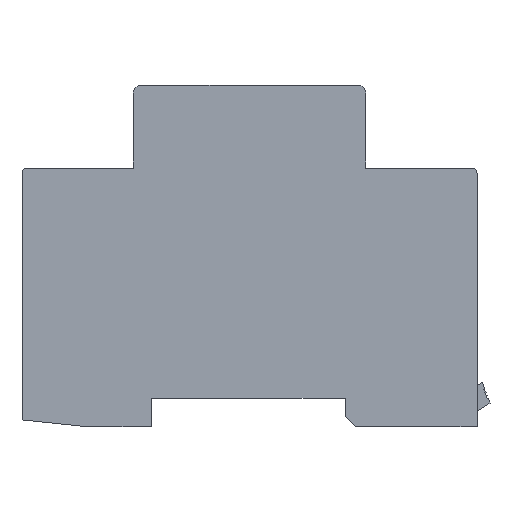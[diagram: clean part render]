
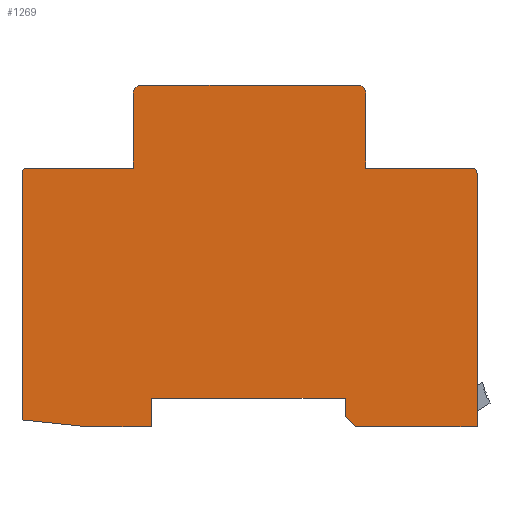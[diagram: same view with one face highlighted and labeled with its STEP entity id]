
A CAD part, left-side view. The second image highlights one B-rep face of the part: STEP entity #1269.
In plain terms, the highlighted planar face has unit normal (-1, 0, 0).
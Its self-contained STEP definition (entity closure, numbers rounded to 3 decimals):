
#11 = VERTEX_POINT ( 'NONE', #722 ) ;
#12 = VECTOR ( 'NONE', #148, 1000. ) ;
#17 = CARTESIAN_POINT ( 'NONE',  ( -9., -10.25, 10.25 ) ) ;
#25 = ORIENTED_EDGE ( 'NONE', *, *, #876, .F. ) ;
#39 = ORIENTED_EDGE ( 'NONE', *, *, #216, .F. ) ;
#48 = DIRECTION ( 'NONE',  ( 0., 0., 1. ) ) ;
#52 = DIRECTION ( 'NONE',  ( -1., 0., 0. ) ) ;
#55 = CARTESIAN_POINT ( 'NONE',  ( -9., -43., 49. ) ) ;
#65 = CARTESIAN_POINT ( 'NONE',  ( -9., -22.5, 64.5 ) ) ;
#66 = DIRECTION ( 'NONE',  ( 0., -1., 0. ) ) ;
#79 = CARTESIAN_POINT ( 'NONE',  ( -9., 22.5, 64.5 ) ) ;
#93 = CARTESIAN_POINT ( 'NONE',  ( -9., -44., 50. ) ) ;
#148 = DIRECTION ( 'NONE',  ( 0., 0., 1. ) ) ;
#149 = CARTESIAN_POINT ( 'NONE',  ( -9., 44., 50. ) ) ;
#164 = LINE ( 'NONE', #149, #12 ) ;
#169 = CARTESIAN_POINT ( 'NONE',  ( -9., 22.5, 50. ) ) ;
#205 = CARTESIAN_POINT ( 'NONE',  ( -9., 44., 49. ) ) ;
#207 = ORIENTED_EDGE ( 'NONE', *, *, #452, .F. ) ;
#208 = AXIS2_PLACEMENT_3D ( 'NONE', #2188, #2185, #2214 ) ;
#216 = EDGE_CURVE ( 'NONE', #2245, #2084, #2201, .T. ) ;
#277 = EDGE_CURVE ( 'NONE', #588, #1593, #601, .T. ) ;
#288 = DIRECTION ( 'NONE',  ( 0., 1., 0. ) ) ;
#290 = CARTESIAN_POINT ( 'NONE',  ( -9., -22.5, 50. ) ) ;
#292 = CARTESIAN_POINT ( 'NONE',  ( -9., 19., 5.5 ) ) ;
#302 = DIRECTION ( 'NONE',  ( 0., 0., 1. ) ) ;
#307 = CARTESIAN_POINT ( 'NONE',  ( -9., -44., 49. ) ) ;
#308 = ORIENTED_EDGE ( 'NONE', *, *, #824, .T. ) ;
#313 = EDGE_CURVE ( 'NONE', #1064, #11, #549, .T. ) ;
#321 = DIRECTION ( 'NONE',  ( 0., 0.995, 0.103 ) ) ;
#326 = EDGE_CURVE ( 'NONE', #1088, #2084, #392, .T. ) ;
#330 = CARTESIAN_POINT ( 'NONE',  ( -9., 44., 1.3 ) ) ;
#354 = EDGE_CURVE ( 'NONE', #2105, #1040, #1056, .T. ) ;
#380 = VERTEX_POINT ( 'NONE', #2213 ) ;
#392 = CIRCLE ( 'NONE', #2340, 1.5 ) ;
#401 = ORIENTED_EDGE ( 'NONE', *, *, #2086, .F. ) ;
#438 = VECTOR ( 'NONE', #2128, 1000. ) ;
#452 = EDGE_CURVE ( 'NONE', #862, #2245, #2127, .T. ) ;
#476 = ORIENTED_EDGE ( 'NONE', *, *, #721, .F. ) ;
#494 = AXIS2_PLACEMENT_3D ( 'NONE', #55, #52, #48 ) ;
#514 = ORIENTED_EDGE ( 'NONE', *, *, #2020, .F. ) ;
#520 = ORIENTED_EDGE ( 'NONE', *, *, #2317, .F. ) ;
#527 = DIRECTION ( 'NONE',  ( 0., -1., 0. ) ) ;
#547 = CARTESIAN_POINT ( 'NONE',  ( -9., -22.5, 66. ) ) ;
#549 = LINE ( 'NONE', #17, #2005 ) ;
#554 = ORIENTED_EDGE ( 'NONE', *, *, #2099, .T. ) ;
#580 = CARTESIAN_POINT ( 'NONE',  ( -9., 44., 1.3 ) ) ;
#588 = VERTEX_POINT ( 'NONE', #1794 ) ;
#601 = LINE ( 'NONE', #887, #2243 ) ;
#628 = DIRECTION ( 'NONE',  ( 0., 0., -1. ) ) ;
#641 = CARTESIAN_POINT ( 'NONE',  ( -9., -22.5, 50. ) ) ;
#684 = VECTOR ( 'NONE', #1279, 1000. ) ;
#692 = FACE_OUTER_BOUND ( 'NONE', #2173, .T. ) ;
#718 = CARTESIAN_POINT ( 'NONE',  ( -9., 19., 0. ) ) ;
#721 = EDGE_CURVE ( 'NONE', #1064, #893, #1735, .T. ) ;
#722 = CARTESIAN_POINT ( 'NONE',  ( -9., -20.5, 0. ) ) ;
#740 = LINE ( 'NONE', #93, #1126 ) ;
#753 = VECTOR ( 'NONE', #302, 1000. ) ;
#806 = VECTOR ( 'NONE', #321, 1000. ) ;
#824 = EDGE_CURVE ( 'NONE', #862, #1991, #1562, .T. ) ;
#862 = VERTEX_POINT ( 'NONE', #1487 ) ;
#876 = EDGE_CURVE ( 'NONE', #1921, #1411, #1205, .T. ) ;
#880 = ORIENTED_EDGE ( 'NONE', *, *, #326, .T. ) ;
#884 = CARTESIAN_POINT ( 'NONE',  ( -9., -44., 0. ) ) ;
#887 = CARTESIAN_POINT ( 'NONE',  ( -9., 19., 0. ) ) ;
#893 = VERTEX_POINT ( 'NONE', #1473 ) ;
#898 = DIRECTION ( 'NONE',  ( 0., -0.707, -0.707 ) ) ;
#1032 = CIRCLE ( 'NONE', #494, 1. ) ;
#1040 = VERTEX_POINT ( 'NONE', #1303 ) ;
#1051 = DIRECTION ( 'NONE',  ( 0., 0., 1. ) ) ;
#1054 = DIRECTION ( 'NONE',  ( -1., 0., 0. ) ) ;
#1056 = CIRCLE ( 'NONE', #208, 1.5 ) ;
#1064 = VERTEX_POINT ( 'NONE', #1290 ) ;
#1066 = EDGE_CURVE ( 'NONE', #1593, #380, #1554, .T. ) ;
#1068 = PLANE ( 'NONE',  #1606 ) ;
#1071 = CARTESIAN_POINT ( 'NONE',  ( -9., 0., 0. ) ) ;
#1088 = VERTEX_POINT ( 'NONE', #1258 ) ;
#1126 = VECTOR ( 'NONE', #66, 1000. ) ;
#1150 = VERTEX_POINT ( 'NONE', #1172 ) ;
#1165 = LINE ( 'NONE', #547, #1417 ) ;
#1172 = CARTESIAN_POINT ( 'NONE',  ( -9., -43., 50. ) ) ;
#1205 = LINE ( 'NONE', #1474, #1925 ) ;
#1258 = CARTESIAN_POINT ( 'NONE',  ( -9., 21., 66. ) ) ;
#1269 = ADVANCED_FACE ( 'NONE', ( #692 ), #1068, .T. ) ;
#1279 = DIRECTION ( 'NONE',  ( 0., 1., 0. ) ) ;
#1290 = CARTESIAN_POINT ( 'NONE',  ( -9., -18.5, 2. ) ) ;
#1303 = CARTESIAN_POINT ( 'NONE',  ( -9., -21., 66. ) ) ;
#1304 = CARTESIAN_POINT ( 'NONE',  ( -9., 31.5, 0. ) ) ;
#1411 = VERTEX_POINT ( 'NONE', #884 ) ;
#1417 = VECTOR ( 'NONE', #527, 1000. ) ;
#1461 = DIRECTION ( 'NONE',  ( 0., 0., -1. ) ) ;
#1471 = DIRECTION ( 'NONE',  ( 0., 0., -1. ) ) ;
#1473 = CARTESIAN_POINT ( 'NONE',  ( -9., -18.5, 5.5 ) ) ;
#1474 = CARTESIAN_POINT ( 'NONE',  ( -9., -44., 0. ) ) ;
#1487 = CARTESIAN_POINT ( 'NONE',  ( -9., 43., 50. ) ) ;
#1512 = DIRECTION ( 'NONE',  ( 0., 0., 1. ) ) ;
#1515 = DIRECTION ( 'NONE',  ( -1., 0., 0. ) ) ;
#1516 = CARTESIAN_POINT ( 'NONE',  ( -9., 43., 49. ) ) ;
#1554 = LINE ( 'NONE', #1304, #684 ) ;
#1562 = CIRCLE ( 'NONE', #1632, 1. ) ;
#1593 = VERTEX_POINT ( 'NONE', #718 ) ;
#1603 = CARTESIAN_POINT ( 'NONE',  ( -9., -18.5, 0. ) ) ;
#1606 = AXIS2_PLACEMENT_3D ( 'NONE', #1071, #1054, #1051 ) ;
#1617 = ORIENTED_EDGE ( 'NONE', *, *, #1669, .F. ) ;
#1632 = AXIS2_PLACEMENT_3D ( 'NONE', #1516, #1515, #1512 ) ;
#1643 = CARTESIAN_POINT ( 'NONE',  ( -9., -18.5, 5.5 ) ) ;
#1662 = DIRECTION ( 'NONE',  ( 0., 0., 1. ) ) ;
#1669 = EDGE_CURVE ( 'NONE', #2105, #1939, #2284, .T. ) ;
#1686 = ORIENTED_EDGE ( 'NONE', *, *, #1066, .F. ) ;
#1709 = LINE ( 'NONE', #292, #1945 ) ;
#1715 = VECTOR ( 'NONE', #1717, 1000. ) ;
#1716 = VERTEX_POINT ( 'NONE', #580 ) ;
#1717 = DIRECTION ( 'NONE',  ( 0., 1., 0. ) ) ;
#1721 = ORIENTED_EDGE ( 'NONE', *, *, #1747, .F. ) ;
#1735 = LINE ( 'NONE', #1643, #2352 ) ;
#1747 = EDGE_CURVE ( 'NONE', #1088, #1040, #1165, .T. ) ;
#1794 = CARTESIAN_POINT ( 'NONE',  ( -9., 19., 5.5 ) ) ;
#1886 = ORIENTED_EDGE ( 'NONE', *, *, #1914, .F. ) ;
#1914 = EDGE_CURVE ( 'NONE', #380, #1716, #1916, .T. ) ;
#1916 = LINE ( 'NONE', #330, #806 ) ;
#1921 = VERTEX_POINT ( 'NONE', #307 ) ;
#1924 = VECTOR ( 'NONE', #628, 1000. ) ;
#1925 = VECTOR ( 'NONE', #1471, 1000. ) ;
#1933 = EDGE_CURVE ( 'NONE', #893, #588, #1709, .T. ) ;
#1939 = VERTEX_POINT ( 'NONE', #290 ) ;
#1945 = VECTOR ( 'NONE', #288, 1000. ) ;
#1980 = ORIENTED_EDGE ( 'NONE', *, *, #277, .F. ) ;
#1991 = VERTEX_POINT ( 'NONE', #205 ) ;
#1992 = LINE ( 'NONE', #1603, #1715 ) ;
#2005 = VECTOR ( 'NONE', #898, 1000. ) ;
#2020 = EDGE_CURVE ( 'NONE', #1716, #1991, #164, .T. ) ;
#2039 = CARTESIAN_POINT ( 'NONE',  ( -9., 22.5, 66. ) ) ;
#2084 = VERTEX_POINT ( 'NONE', #79 ) ;
#2086 = EDGE_CURVE ( 'NONE', #1939, #1150, #740, .T. ) ;
#2099 = EDGE_CURVE ( 'NONE', #1921, #1150, #1032, .T. ) ;
#2105 = VERTEX_POINT ( 'NONE', #65 ) ;
#2119 = ORIENTED_EDGE ( 'NONE', *, *, #354, .T. ) ;
#2127 = LINE ( 'NONE', #2208, #438 ) ;
#2128 = DIRECTION ( 'NONE',  ( 0., -1., 0. ) ) ;
#2173 = EDGE_LOOP ( 'NONE', ( #25, #554, #401, #1617, #2119, #1721, #880, #39, #207, #308, #514, #1886, #1686, #1980, #2277, #476, #2248, #520 ) ) ;
#2185 = DIRECTION ( 'NONE',  ( -1., 0., 0. ) ) ;
#2188 = CARTESIAN_POINT ( 'NONE',  ( -9., -21., 64.5 ) ) ;
#2201 = LINE ( 'NONE', #2039, #753 ) ;
#2208 = CARTESIAN_POINT ( 'NONE',  ( -9., 22.5, 50. ) ) ;
#2213 = CARTESIAN_POINT ( 'NONE',  ( -9., 31.5, 0. ) ) ;
#2214 = DIRECTION ( 'NONE',  ( 0., 0., 1. ) ) ;
#2220 = DIRECTION ( 'NONE',  ( -1., 0., 0. ) ) ;
#2223 = CARTESIAN_POINT ( 'NONE',  ( -9., 21., 64.5 ) ) ;
#2243 = VECTOR ( 'NONE', #1461, 1000. ) ;
#2245 = VERTEX_POINT ( 'NONE', #169 ) ;
#2248 = ORIENTED_EDGE ( 'NONE', *, *, #313, .T. ) ;
#2258 = DIRECTION ( 'NONE',  ( 0., 0., 1. ) ) ;
#2277 = ORIENTED_EDGE ( 'NONE', *, *, #1933, .F. ) ;
#2284 = LINE ( 'NONE', #641, #1924 ) ;
#2317 = EDGE_CURVE ( 'NONE', #1411, #11, #1992, .T. ) ;
#2340 = AXIS2_PLACEMENT_3D ( 'NONE', #2223, #2220, #2258 ) ;
#2352 = VECTOR ( 'NONE', #1662, 1000. ) ;
